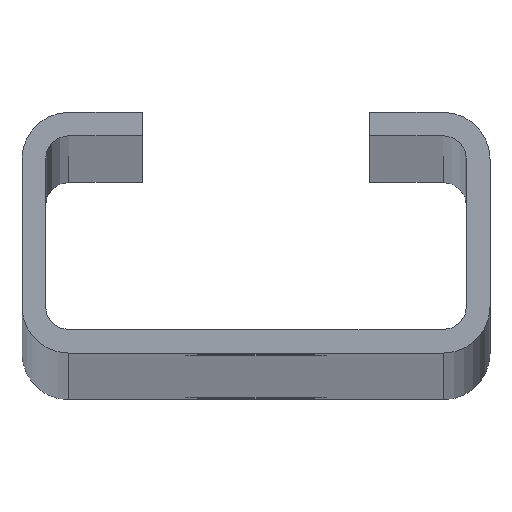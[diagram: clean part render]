
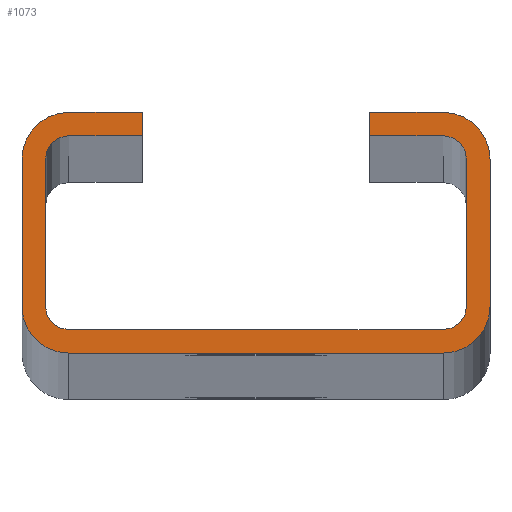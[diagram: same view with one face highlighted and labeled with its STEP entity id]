
A CAD part, top view. The second image highlights one B-rep face of the part: STEP entity #1073.
In plain terms, the highlighted planar face has unit normal (0, 0, 1).
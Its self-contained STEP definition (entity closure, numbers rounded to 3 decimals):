
#13=DIRECTION('',(0.,-1.,0.));
#14=VECTOR('',#13,11.036);
#15=CARTESIAN_POINT('',(17.5,5.5,2000.));
#16=LINE('',#15,#14);
#17=CARTESIAN_POINT('',(14.036,-5.536,2000.));
#18=DIRECTION('',(0.,0.,-1.));
#19=DIRECTION('',(1.,0.,0.));
#20=AXIS2_PLACEMENT_3D('',#17,#18,#19);
#22=CARTESIAN_POINT('',(-14.036,-5.536,2000.));
#23=DIRECTION('',(0.,0.,-1.));
#24=DIRECTION('',(0.,-1.,0.));
#25=AXIS2_PLACEMENT_3D('',#22,#23,#24);
#27=DIRECTION('',(0.,1.,0.));
#28=VECTOR('',#27,11.036);
#29=CARTESIAN_POINT('',(-17.5,-5.536,2000.));
#30=LINE('',#29,#28);
#31=CARTESIAN_POINT('',(-14.,5.5,2000.));
#32=DIRECTION('',(0.,0.,-1.));
#33=DIRECTION('',(-1.,0.,0.));
#34=AXIS2_PLACEMENT_3D('',#31,#32,#33);
#36=DIRECTION('',(1.,0.,0.));
#37=VECTOR('',#36,5.5);
#38=CARTESIAN_POINT('',(-14.,9.,2000.));
#39=LINE('',#38,#37);
#40=DIRECTION('',(0.,-1.,0.));
#41=VECTOR('',#40,1.75);
#42=CARTESIAN_POINT('',(-8.5,9.,2000.));
#43=LINE('',#42,#41);
#44=DIRECTION('',(-1.,0.,0.));
#45=VECTOR('',#44,5.5);
#46=CARTESIAN_POINT('',(-8.5,7.25,2000.));
#47=LINE('',#46,#45);
#48=CARTESIAN_POINT('',(-14.,5.5,2000.));
#49=DIRECTION('',(0.,0.,1.));
#50=DIRECTION('',(0.,1.,0.));
#51=AXIS2_PLACEMENT_3D('',#48,#49,#50);
#53=DIRECTION('',(0.,-1.,0.));
#54=VECTOR('',#53,11.036);
#55=CARTESIAN_POINT('',(-15.75,5.5,2000.));
#56=LINE('',#55,#54);
#57=CARTESIAN_POINT('',(-14.036,-5.536,2000.));
#58=DIRECTION('',(0.,0.,1.));
#59=DIRECTION('',(-1.,0.,0.));
#60=AXIS2_PLACEMENT_3D('',#57,#58,#59);
#62=DIRECTION('',(1.,0.,0.));
#63=VECTOR('',#62,28.036);
#64=CARTESIAN_POINT('',(-14.036,-7.25,2000.));
#65=LINE('',#64,#63);
#66=CARTESIAN_POINT('',(14.,-5.5,2000.));
#67=DIRECTION('',(0.,0.,1.));
#68=DIRECTION('',(0.,-1.,0.));
#69=AXIS2_PLACEMENT_3D('',#66,#67,#68);
#71=DIRECTION('',(0.,1.,0.));
#72=VECTOR('',#71,11.);
#73=CARTESIAN_POINT('',(15.75,-5.5,2000.));
#74=LINE('',#73,#72);
#75=CARTESIAN_POINT('',(14.,5.5,2000.));
#76=DIRECTION('',(0.,0.,1.));
#77=DIRECTION('',(1.,0.,0.));
#78=AXIS2_PLACEMENT_3D('',#75,#76,#77);
#80=DIRECTION('',(-1.,0.,0.));
#81=VECTOR('',#80,5.5);
#82=CARTESIAN_POINT('',(14.,7.25,2000.));
#83=LINE('',#82,#81);
#84=DIRECTION('',(0.,1.,0.));
#85=VECTOR('',#84,1.75);
#86=CARTESIAN_POINT('',(8.5,7.25,2000.));
#87=LINE('',#86,#85);
#88=DIRECTION('',(1.,0.,0.));
#89=VECTOR('',#88,5.5);
#90=CARTESIAN_POINT('',(8.5,9.,2000.));
#91=LINE('',#90,#89);
#92=CARTESIAN_POINT('',(14.,5.5,2000.));
#93=DIRECTION('',(0.,0.,-1.));
#94=DIRECTION('',(0.,1.,0.));
#95=AXIS2_PLACEMENT_3D('',#92,#93,#94);
#403=DIRECTION('',(1.,0.,0.));
#404=VECTOR('',#403,28.072);
#405=CARTESIAN_POINT('',(-14.036,-9.,2000.));
#406=LINE('',#405,#404);
#758=CARTESIAN_POINT('',(14.,7.25,2000.));
#760=VERTEX_POINT('',#758);
#763=CARTESIAN_POINT('',(8.5,7.25,2000.));
#764=VERTEX_POINT('',#763);
#765=CARTESIAN_POINT('',(15.75,5.5,2000.));
#766=VERTEX_POINT('',#765);
#769=CARTESIAN_POINT('',(17.5,5.5,2000.));
#770=CARTESIAN_POINT('',(17.5,-5.536,2000.));
#771=VERTEX_POINT('',#769);
#772=VERTEX_POINT('',#770);
#773=CARTESIAN_POINT('',(14.036,-9.,2000.));
#774=VERTEX_POINT('',#773);
#775=CARTESIAN_POINT('',(-14.036,-9.,2000.));
#776=VERTEX_POINT('',#775);
#777=CARTESIAN_POINT('',(-17.5,-5.536,2000.));
#778=VERTEX_POINT('',#777);
#779=CARTESIAN_POINT('',(-17.5,5.5,2000.));
#780=VERTEX_POINT('',#779);
#781=CARTESIAN_POINT('',(-14.,9.,2000.));
#782=VERTEX_POINT('',#781);
#783=CARTESIAN_POINT('',(-8.5,9.,2000.));
#784=VERTEX_POINT('',#783);
#785=CARTESIAN_POINT('',(-8.5,7.25,2000.));
#786=VERTEX_POINT('',#785);
#787=CARTESIAN_POINT('',(-14.,7.25,2000.));
#788=VERTEX_POINT('',#787);
#789=CARTESIAN_POINT('',(-15.75,5.5,2000.));
#790=VERTEX_POINT('',#789);
#791=CARTESIAN_POINT('',(-15.75,-5.536,2000.));
#792=VERTEX_POINT('',#791);
#793=CARTESIAN_POINT('',(-14.036,-7.25,2000.));
#794=VERTEX_POINT('',#793);
#795=CARTESIAN_POINT('',(14.,-7.25,2000.));
#796=VERTEX_POINT('',#795);
#797=CARTESIAN_POINT('',(15.75,-5.5,2000.));
#798=VERTEX_POINT('',#797);
#799=CARTESIAN_POINT('',(8.5,9.,2000.));
#800=VERTEX_POINT('',#799);
#801=CARTESIAN_POINT('',(14.,9.,2000.));
#802=VERTEX_POINT('',#801);
#1028=CARTESIAN_POINT('',(0.,0.,2000.));
#1029=DIRECTION('',(0.,0.,1.));
#1030=DIRECTION('',(1.,0.,0.));
#1031=AXIS2_PLACEMENT_3D('',#1028,#1029,#1030);
#1032=PLANE('',#1031);
#1034=ORIENTED_EDGE('',*,*,#1033,.T.);
#1036=ORIENTED_EDGE('',*,*,#1035,.T.);
#1038=ORIENTED_EDGE('',*,*,#1037,.F.);
#1040=ORIENTED_EDGE('',*,*,#1039,.T.);
#1042=ORIENTED_EDGE('',*,*,#1041,.T.);
#1044=ORIENTED_EDGE('',*,*,#1043,.T.);
#1046=ORIENTED_EDGE('',*,*,#1045,.T.);
#1048=ORIENTED_EDGE('',*,*,#1047,.T.);
#1050=ORIENTED_EDGE('',*,*,#1049,.T.);
#1052=ORIENTED_EDGE('',*,*,#1051,.T.);
#1054=ORIENTED_EDGE('',*,*,#1053,.T.);
#1056=ORIENTED_EDGE('',*,*,#1055,.T.);
#1058=ORIENTED_EDGE('',*,*,#1057,.T.);
#1060=ORIENTED_EDGE('',*,*,#1059,.T.);
#1062=ORIENTED_EDGE('',*,*,#1061,.T.);
#1063=ORIENTED_EDGE('',*,*,#1019,.T.);
#1064=ORIENTED_EDGE('',*,*,#1008,.T.);
#1066=ORIENTED_EDGE('',*,*,#1065,.T.);
#1068=ORIENTED_EDGE('',*,*,#1067,.T.);
#1070=ORIENTED_EDGE('',*,*,#1069,.T.);
#1071=EDGE_LOOP('',(#1034,#1036,#1038,#1040,#1042,#1044,#1046,#1048,#1050,#1052,
#1054,#1056,#1058,#1060,#1062,#1063,#1064,#1066,#1068,#1070));
#1072=FACE_OUTER_BOUND('',#1071,.F.);
#1073=ADVANCED_FACE('',(#1072),#1032,.T.);
#21=CIRCLE('',#20,3.464);
#26=CIRCLE('',#25,3.464);
#35=CIRCLE('',#34,3.5);
#52=CIRCLE('',#51,1.75);
#61=CIRCLE('',#60,1.714);
#70=CIRCLE('',#69,1.75);
#79=CIRCLE('',#78,1.75);
#96=CIRCLE('',#95,3.5);
#1008=EDGE_CURVE('',#760,#764,#83,.T.);
#1019=EDGE_CURVE('',#766,#760,#79,.T.);
#1033=EDGE_CURVE('',#771,#772,#16,.T.);
#1035=EDGE_CURVE('',#772,#774,#21,.T.);
#1037=EDGE_CURVE('',#776,#774,#406,.T.);
#1039=EDGE_CURVE('',#776,#778,#26,.T.);
#1041=EDGE_CURVE('',#778,#780,#30,.T.);
#1043=EDGE_CURVE('',#780,#782,#35,.T.);
#1045=EDGE_CURVE('',#782,#784,#39,.T.);
#1047=EDGE_CURVE('',#784,#786,#43,.T.);
#1049=EDGE_CURVE('',#786,#788,#47,.T.);
#1051=EDGE_CURVE('',#788,#790,#52,.T.);
#1053=EDGE_CURVE('',#790,#792,#56,.T.);
#1055=EDGE_CURVE('',#792,#794,#61,.T.);
#1057=EDGE_CURVE('',#794,#796,#65,.T.);
#1059=EDGE_CURVE('',#796,#798,#70,.T.);
#1061=EDGE_CURVE('',#798,#766,#74,.T.);
#1065=EDGE_CURVE('',#764,#800,#87,.T.);
#1067=EDGE_CURVE('',#800,#802,#91,.T.);
#1069=EDGE_CURVE('',#802,#771,#96,.T.);
